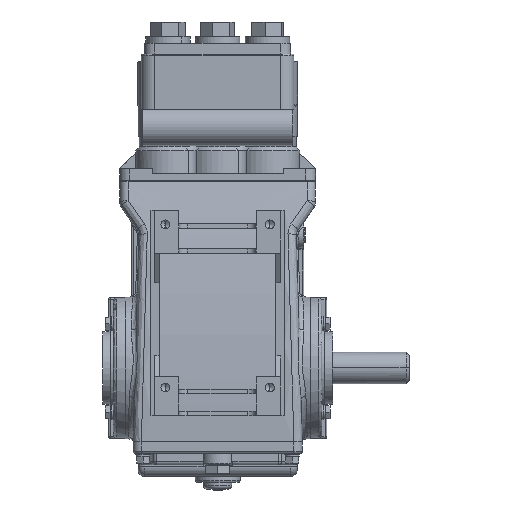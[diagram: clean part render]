
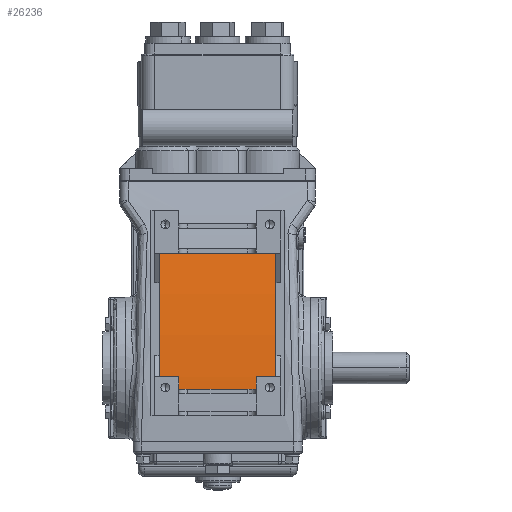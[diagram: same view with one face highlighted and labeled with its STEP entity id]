
A CAD part, front view. The second image highlights one B-rep face of the part: STEP entity #26236.
In plain terms, the highlighted cylindrical face has radius 634.291 mm (diameter 1268.58 mm), a partial arc.
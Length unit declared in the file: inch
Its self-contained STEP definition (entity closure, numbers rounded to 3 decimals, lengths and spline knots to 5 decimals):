
#25430 = VERTEX_POINT ( 'NONE', #40177 ) ;
#25433 = EDGE_CURVE ( 'NONE', #25430, #25453, #40175, .T. ) ;
#25453 = VERTEX_POINT ( 'NONE', #40192 ) ;
#25456 = EDGE_CURVE ( 'NONE', #25453, #25458, #40191, .T. ) ;
#25458 = VERTEX_POINT ( 'NONE', #40187 ) ;
#25543 = EDGE_CURVE ( 'NONE', #25596, #25430, #40314, .T. ) ;
#25562 = VERTEX_POINT ( 'NONE', #40337 ) ;
#25568 = EDGE_CURVE ( 'NONE', #25562, #25596, #40335, .T. ) ;
#25596 = VERTEX_POINT ( 'NONE', #40406 ) ;
#25622 = EDGE_CURVE ( 'NONE', #38482, #25687, #40437, .T. ) ;
#25687 = VERTEX_POINT ( 'NONE', #40497 ) ;
#25694 = EDGE_CURVE ( 'NONE', #25687, #25562, #40496, .T. ) ;
#25788 = VERTEX_POINT ( 'NONE', #40612 ) ;
#25794 = EDGE_CURVE ( 'NONE', #25788, #38482, #40664, .T. ) ;
#25804 = EDGE_CURVE ( 'NONE', #25458, #25788, #40695, .T. ) ;
#26236 = ADVANCED_FACE ( 'NONE', ( #41195 ), #41224, .T. ) ;
#26241 = EDGE_LOOP ( 'NONE', ( #26243, #26245, #26246, #26401, #26404, #26405, #26406, #26407 ) ) ;
#26243 = ORIENTED_EDGE ( 'NONE', *, *, #25804, .F. ) ;
#26245 = ORIENTED_EDGE ( 'NONE', *, *, #25456, .F. ) ;
#26246 = ORIENTED_EDGE ( 'NONE', *, *, #25433, .F. ) ;
#26401 = ORIENTED_EDGE ( 'NONE', *, *, #25543, .F. ) ;
#26404 = ORIENTED_EDGE ( 'NONE', *, *, #25568, .F. ) ;
#26405 = ORIENTED_EDGE ( 'NONE', *, *, #25694, .F. ) ;
#26406 = ORIENTED_EDGE ( 'NONE', *, *, #25622, .F. ) ;
#26407 = ORIENTED_EDGE ( 'NONE', *, *, #25794, .F. ) ;
#36760 = CARTESIAN_POINT ( 'NONE',  ( -1.76, -2.31469, -0.265 ) ) ;
#38482 = VERTEX_POINT ( 'NONE', #36760 ) ;
#40171 = DIRECTION ( 'NONE',  ( 0., 0., 1. ) ) ;
#40172 = DIRECTION ( 'NONE',  ( 1., 0., 0. ) ) ;
#40173 = CARTESIAN_POINT ( 'NONE',  ( 1.165, 22.61652, -1.69306 ) ) ;
#40174 = AXIS2_PLACEMENT_3D ( 'NONE', #40173, #40172, #40171 ) ;
#40175 = CIRCLE ( 'NONE', #40174, 24.97208 ) ;
#40177 = CARTESIAN_POINT ( 'NONE',  ( 1.165, -2.31469, -0.265 ) ) ;
#40187 = CARTESIAN_POINT ( 'NONE',  ( -1.165, -2.33335, -0.64 ) ) ;
#40188 = DIRECTION ( 'NONE',  ( -1., 0., 0. ) ) ;
#40189 = VECTOR ( 'NONE', #40188, 39.37008 ) ;
#40190 = CARTESIAN_POINT ( 'NONE',  ( 2.95, -2.33335, -0.64 ) ) ;
#40191 = LINE ( 'NONE', #40190, #40189 ) ;
#40192 = CARTESIAN_POINT ( 'NONE',  ( 1.165, -2.33335, -0.64 ) ) ;
#40311 = DIRECTION ( 'NONE',  ( -1., 0., 0. ) ) ;
#40312 = VECTOR ( 'NONE', #40311, 39.37008 ) ;
#40313 = CARTESIAN_POINT ( 'NONE',  ( 2.95, -2.31469, -0.265 ) ) ;
#40314 = LINE ( 'NONE', #40313, #40312 ) ;
#40331 = DIRECTION ( 'NONE',  ( 0., 0., 1. ) ) ;
#40332 = DIRECTION ( 'NONE',  ( 1., 0., 0. ) ) ;
#40333 = CARTESIAN_POINT ( 'NONE',  ( 1.76, 22.61652, -1.69306 ) ) ;
#40334 = AXIS2_PLACEMENT_3D ( 'NONE', #40333, #40332, #40331 ) ;
#40335 = CIRCLE ( 'NONE', #40334, 24.97208 ) ;
#40337 = CARTESIAN_POINT ( 'NONE',  ( 1.76, -1.8181, 3.46 ) ) ;
#40406 = CARTESIAN_POINT ( 'NONE',  ( 1.76, -2.31469, -0.265 ) ) ;
#40428 = DIRECTION ( 'NONE',  ( 0., 0., -1. ) ) ;
#40429 = DIRECTION ( 'NONE',  ( -1., 0., 0. ) ) ;
#40430 = CARTESIAN_POINT ( 'NONE',  ( -1.76, 22.61652, -1.69306 ) ) ;
#40431 = AXIS2_PLACEMENT_3D ( 'NONE', #40430, #40429, #40428 ) ;
#40437 = CIRCLE ( 'NONE', #40431, 24.97208 ) ;
#40493 = DIRECTION ( 'NONE',  ( 1., 0., 0. ) ) ;
#40494 = VECTOR ( 'NONE', #40493, 39.37008 ) ;
#40495 = CARTESIAN_POINT ( 'NONE',  ( 2.95, -1.8181, 3.46 ) ) ;
#40496 = LINE ( 'NONE', #40495, #40494 ) ;
#40497 = CARTESIAN_POINT ( 'NONE',  ( -1.76, -1.8181, 3.46 ) ) ;
#40612 = CARTESIAN_POINT ( 'NONE',  ( -1.165, -2.31469, -0.265 ) ) ;
#40661 = DIRECTION ( 'NONE',  ( -1., 0., 0. ) ) ;
#40662 = VECTOR ( 'NONE', #40661, 39.37008 ) ;
#40663 = CARTESIAN_POINT ( 'NONE',  ( 2.95, -2.31469, -0.265 ) ) ;
#40664 = LINE ( 'NONE', #40663, #40662 ) ;
#40691 = DIRECTION ( 'NONE',  ( 0., 0., -1. ) ) ;
#40692 = DIRECTION ( 'NONE',  ( -1., 0., 0. ) ) ;
#40693 = CARTESIAN_POINT ( 'NONE',  ( -1.165, 22.61652, -1.69306 ) ) ;
#40694 = AXIS2_PLACEMENT_3D ( 'NONE', #40693, #40692, #40691 ) ;
#40695 = CIRCLE ( 'NONE', #40694, 24.97208 ) ;
#41195 = FACE_OUTER_BOUND ( 'NONE', #26241, .T. ) ;
#41218 = DIRECTION ( 'NONE',  ( 0., 0., 1. ) ) ;
#41219 = DIRECTION ( 'NONE',  ( -1., 0., 0. ) ) ;
#41220 = CARTESIAN_POINT ( 'NONE',  ( 2.95, 22.61652, -1.69306 ) ) ;
#41221 = AXIS2_PLACEMENT_3D ( 'NONE', #41220, #41219, #41218 ) ;
#41224 = CYLINDRICAL_SURFACE ( 'NONE', #41221, 24.97208 ) ;
